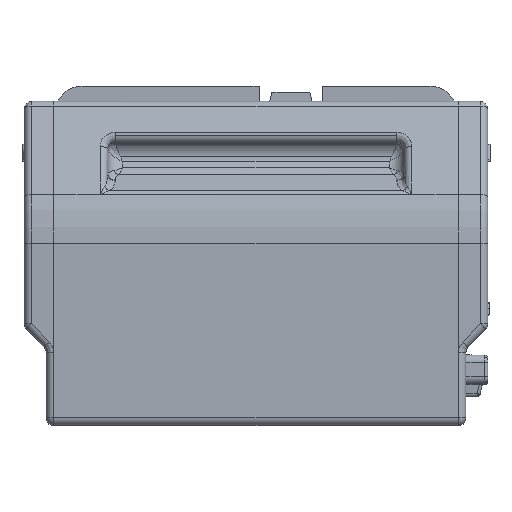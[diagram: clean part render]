
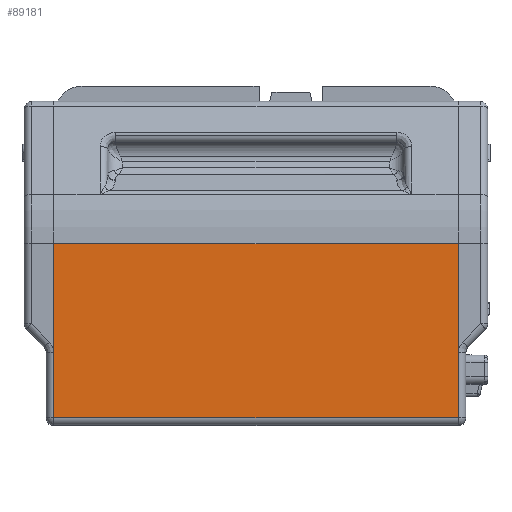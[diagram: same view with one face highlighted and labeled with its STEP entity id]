
A CAD part, top view. The second image highlights one B-rep face of the part: STEP entity #89181.
In plain terms, the highlighted planar face has unit normal (0, 0, 1).
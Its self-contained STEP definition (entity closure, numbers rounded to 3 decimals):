
#6119 = FACE_OUTER_BOUND ( 'NONE', #23059, .T. ) ;
#18430 = CARTESIAN_POINT ( 'NONE',  ( -156.5, 120., 90. ) ) ;
#18431 = CARTESIAN_POINT ( 'NONE',  ( -156.5, 5., 90. ) ) ;
#18432 = CARTESIAN_POINT ( 'NONE',  ( 110.5, 5., 90. ) ) ;
#18433 = CARTESIAN_POINT ( 'NONE',  ( 110.5, 120., 90. ) ) ;
#23059 = EDGE_LOOP ( 'NONE', ( #129155, #129150, #129146, #129137 ) ) ;
#71935 = AXIS2_PLACEMENT_3D ( 'NONE', #122728, #122733, #122734 ) ;
#83791 = LINE ( 'NONE', #86522, #83807 ) ;
#83797 = LINE ( 'NONE', #86537, #83809 ) ;
#83807 = VECTOR ( 'NONE', #86542, 1000. ) ;
#83809 = VECTOR ( 'NONE', #86550, 1000. ) ;
#83810 = LINE ( 'NONE', #86555, #83811 ) ;
#83811 = VECTOR ( 'NONE', #86558, 1000. ) ;
#83812 = LINE ( 'NONE', #86563, #83813 ) ;
#83813 = VECTOR ( 'NONE', #86566, 1000. ) ;
#86522 = CARTESIAN_POINT ( 'NONE',  ( 110.5, 0., 90. ) ) ;
#86537 = CARTESIAN_POINT ( 'NONE',  ( -176., 5., 90. ) ) ;
#86542 = DIRECTION ( 'NONE',  ( 0., 1., 0. ) ) ;
#86550 = DIRECTION ( 'NONE',  ( 1., 0., 0. ) ) ;
#86555 = CARTESIAN_POINT ( 'NONE',  ( -156.5, 0., 90. ) ) ;
#86558 = DIRECTION ( 'NONE',  ( 0., -1., 0. ) ) ;
#86563 = CARTESIAN_POINT ( 'NONE',  ( -176., 120., 90. ) ) ;
#86566 = DIRECTION ( 'NONE',  ( 1., 0., 0. ) ) ;
#89181 = ADVANCED_FACE ( 'NONE', ( #6119 ), #122725, .T. ) ;
#95408 = VERTEX_POINT ( 'NONE', #18430 ) ;
#95410 = VERTEX_POINT ( 'NONE', #18431 ) ;
#95412 = VERTEX_POINT ( 'NONE', #18432 ) ;
#95414 = VERTEX_POINT ( 'NONE', #18433 ) ;
#113081 = EDGE_CURVE ( 'NONE', #95412, #95414, #83791, .T. ) ;
#113082 = EDGE_CURVE ( 'NONE', #95410, #95412, #83797, .T. ) ;
#113083 = EDGE_CURVE ( 'NONE', #95408, #95410, #83810, .T. ) ;
#113084 = EDGE_CURVE ( 'NONE', #95408, #95414, #83812, .T. ) ;
#122725 = PLANE ( 'NONE',  #71935 ) ;
#122728 = CARTESIAN_POINT ( 'NONE',  ( -176., 0., 90. ) ) ;
#122733 = DIRECTION ( 'NONE',  ( 0., 0., 1. ) ) ;
#122734 = DIRECTION ( 'NONE',  ( 0., -1., 0. ) ) ;
#129137 = ORIENTED_EDGE ( 'NONE', *, *, #113084, .F. ) ;
#129146 = ORIENTED_EDGE ( 'NONE', *, *, #113081, .T. ) ;
#129150 = ORIENTED_EDGE ( 'NONE', *, *, #113082, .T. ) ;
#129155 = ORIENTED_EDGE ( 'NONE', *, *, #113083, .T. ) ;
